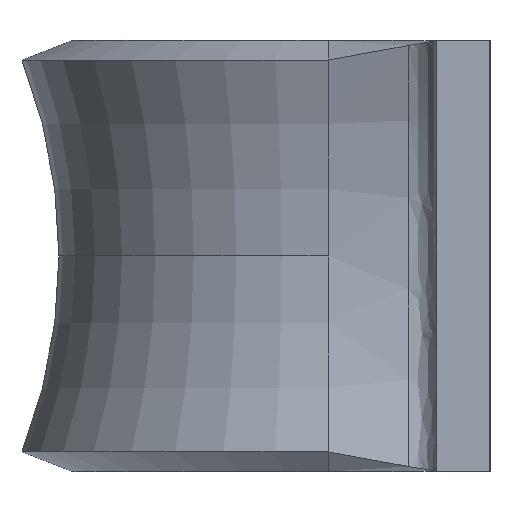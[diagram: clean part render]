
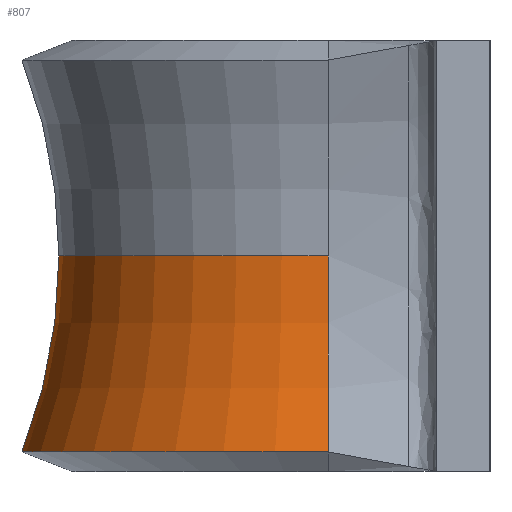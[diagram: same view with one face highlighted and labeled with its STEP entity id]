
A CAD part, left-side view. The second image highlights one B-rep face of the part: STEP entity #807.
In plain terms, the highlighted toroidal (fillet/blend) face has major radius 15 mm and minor radius 10 mm.
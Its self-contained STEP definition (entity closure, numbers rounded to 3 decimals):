
#40 = CIRCLE ( 'NONE', #856, 10. ) ;
#98 = CIRCLE ( 'NONE', #605, 5.685 ) ;
#161 = DIRECTION ( 'NONE',  ( 0., 0., -1. ) ) ;
#167 = CARTESIAN_POINT ( 'NONE',  ( 0., 0., 0. ) ) ;
#200 = VERTEX_POINT ( 'NONE', #632 ) ;
#231 = DIRECTION ( 'NONE',  ( -1., 0., 0. ) ) ;
#242 = DIRECTION ( 'NONE',  ( 0., 0., -1. ) ) ;
#246 = CARTESIAN_POINT ( 'NONE',  ( 0., 0., 0. ) ) ;
#260 = DIRECTION ( 'NONE',  ( -1., 0., 0. ) ) ;
#272 = CIRCLE ( 'NONE', #1439, 5. ) ;
#280 = EDGE_CURVE ( 'NONE', #1142, #411, #40, .T. ) ;
#355 = EDGE_LOOP ( 'NONE', ( #908, #523, #1128, #1022 ) ) ;
#406 = EDGE_CURVE ( 'NONE', #411, #200, #272, .T. ) ;
#411 = VERTEX_POINT ( 'NONE', #562 ) ;
#415 = CIRCLE ( 'NONE', #532, 10. ) ;
#475 = DIRECTION ( 'NONE',  ( 0., 0., -1. ) ) ;
#477 = CARTESIAN_POINT ( 'NONE',  ( 15., 0., 0. ) ) ;
#488 = DIRECTION ( 'NONE',  ( -1., 0., 0. ) ) ;
#495 = DIRECTION ( 'NONE',  ( 0., 0., -1. ) ) ;
#500 = CARTESIAN_POINT ( 'NONE',  ( 0., 0., -3.636 ) ) ;
#523 = ORIENTED_EDGE ( 'NONE', *, *, #406, .T. ) ;
#532 = AXIS2_PLACEMENT_3D ( 'NONE', #477, #601, #475 ) ;
#562 = CARTESIAN_POINT ( 'NONE',  ( -5., 0., 0. ) ) ;
#601 = DIRECTION ( 'NONE',  ( 0., 1., 0. ) ) ;
#605 = AXIS2_PLACEMENT_3D ( 'NONE', #500, #495, #488 ) ;
#622 = EDGE_CURVE ( 'NONE', #1142, #1071, #98, .T. ) ;
#632 = CARTESIAN_POINT ( 'NONE',  ( 5., 0., 0. ) ) ;
#634 = EDGE_CURVE ( 'NONE', #1071, #200, #415, .T. ) ;
#803 = CARTESIAN_POINT ( 'NONE',  ( 5.685, 0., -3.636 ) ) ;
#807 = ADVANCED_FACE ( 'NONE', ( #1129 ), #906, .F. ) ;
#856 = AXIS2_PLACEMENT_3D ( 'NONE', #1437, #1441, #955 ) ;
#906 = TOROIDAL_SURFACE ( 'NONE', #1189, 15., 10. ) ;
#908 = ORIENTED_EDGE ( 'NONE', *, *, #280, .T. ) ;
#955 = DIRECTION ( 'NONE',  ( 0., 0., -1. ) ) ;
#1022 = ORIENTED_EDGE ( 'NONE', *, *, #622, .F. ) ;
#1071 = VERTEX_POINT ( 'NONE', #803 ) ;
#1128 = ORIENTED_EDGE ( 'NONE', *, *, #634, .F. ) ;
#1129 = FACE_OUTER_BOUND ( 'NONE', #355, .T. ) ;
#1142 = VERTEX_POINT ( 'NONE', #1350 ) ;
#1189 = AXIS2_PLACEMENT_3D ( 'NONE', #167, #161, #260 ) ;
#1350 = CARTESIAN_POINT ( 'NONE',  ( -5.685, 0., -3.636 ) ) ;
#1437 = CARTESIAN_POINT ( 'NONE',  ( -15., 0., 0. ) ) ;
#1439 = AXIS2_PLACEMENT_3D ( 'NONE', #246, #242, #231 ) ;
#1441 = DIRECTION ( 'NONE',  ( 0., -1., 0. ) ) ;
